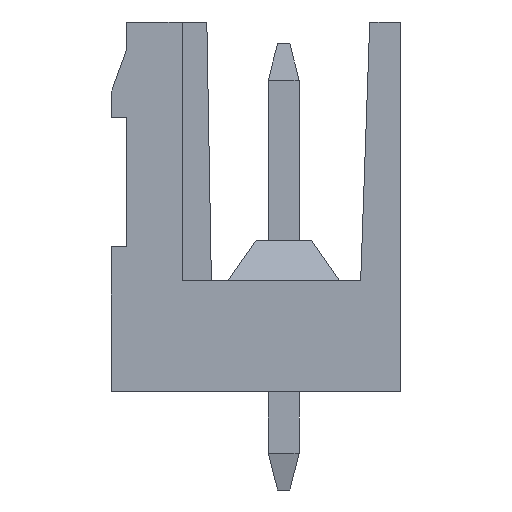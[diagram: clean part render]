
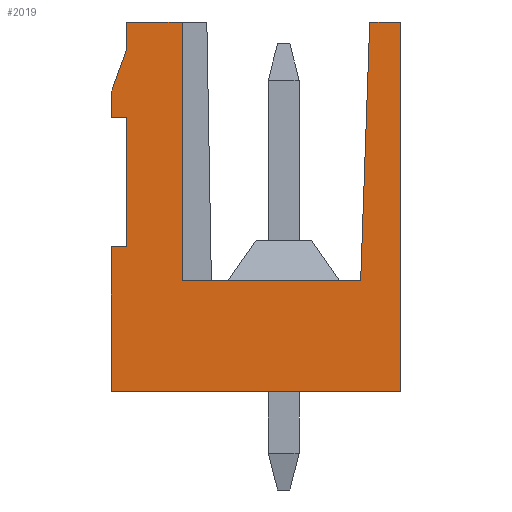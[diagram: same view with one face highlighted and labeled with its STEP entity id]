
A CAD part, left-side view. The second image highlights one B-rep face of the part: STEP entity #2019.
In plain terms, the highlighted planar face has unit normal (-1, 0, 0).
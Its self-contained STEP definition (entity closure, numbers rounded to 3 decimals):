
#1982=AXIS2_PLACEMENT_3D('Plane Axis2P3D',#1979,#1980,#1981) ;
#49=CARTESIAN_POINT('Vertex',(0.,8.9,15.2)) ;
#52=CARTESIAN_POINT('Line Origine',(0.,8.,15.2)) ;
#56=CARTESIAN_POINT('Vertex',(0.,7.1,15.2)) ;
#863=CARTESIAN_POINT('Line Origine',(0.,0.503,15.2)) ;
#867=CARTESIAN_POINT('Vertex',(0.,0.,15.2)) ;
#869=CARTESIAN_POINT('Vertex',(0.,1.007,15.2)) ;
#1194=CARTESIAN_POINT('Vertex',(0.,8.9,14.3)) ;
#1197=CARTESIAN_POINT('Line Origine',(0.,8.9,14.75)) ;
#1225=CARTESIAN_POINT('Vertex',(0.,9.4,12.926)) ;
#1228=CARTESIAN_POINT('Line Origine',(0.,9.15,13.613)) ;
#1256=CARTESIAN_POINT('Vertex',(0.,9.4,12.1)) ;
#1259=CARTESIAN_POINT('Line Origine',(0.,9.4,12.513)) ;
#1287=CARTESIAN_POINT('Vertex',(0.,8.9,12.1)) ;
#1290=CARTESIAN_POINT('Line Origine',(0.,9.15,12.1)) ;
#1313=CARTESIAN_POINT('Vertex',(0.,8.9,7.9)) ;
#1316=CARTESIAN_POINT('Line Origine',(0.,8.9,10.)) ;
#1344=CARTESIAN_POINT('Vertex',(0.,9.4,7.9)) ;
#1347=CARTESIAN_POINT('Line Origine',(0.,9.15,7.9)) ;
#1370=CARTESIAN_POINT('Vertex',(0.,9.4,3.2)) ;
#1373=CARTESIAN_POINT('Line Origine',(0.,9.4,5.55)) ;
#1687=CARTESIAN_POINT('Vertex',(0.,0.,3.2)) ;
#1692=CARTESIAN_POINT('Line Origine',(0.,4.7,3.2)) ;
#1916=CARTESIAN_POINT('Line Origine',(0.,0.,9.2)) ;
#1979=CARTESIAN_POINT('Axis2P3D Location',(0.,0.,0.)) ;
#1984=CARTESIAN_POINT('Line Origine',(0.,1.153,11.)) ;
#1988=CARTESIAN_POINT('Vertex',(0.,1.3,6.8)) ;
#1991=CARTESIAN_POINT('Line Origine',(0.,4.2,6.8)) ;
#1995=CARTESIAN_POINT('Vertex',(0.,7.1,6.8)) ;
#1998=CARTESIAN_POINT('Line Origine',(0.,7.1,11.)) ;
#53=DIRECTION('Vector Direction',(0.,-1.,0.)) ;
#864=DIRECTION('Vector Direction',(0.,-1.,0.)) ;
#1198=DIRECTION('Vector Direction',(0.,0.,1.)) ;
#1229=DIRECTION('Vector Direction',(0.,-0.342,0.94)) ;
#1260=DIRECTION('Vector Direction',(0.,0.,1.)) ;
#1291=DIRECTION('Vector Direction',(0.,1.,0.)) ;
#1317=DIRECTION('Vector Direction',(0.,0.,1.)) ;
#1348=DIRECTION('Vector Direction',(0.,-1.,0.)) ;
#1374=DIRECTION('Vector Direction',(0.,0.,1.)) ;
#1693=DIRECTION('Vector Direction',(0.,1.,0.)) ;
#1917=DIRECTION('Vector Direction',(0.,0.,-1.)) ;
#1980=DIRECTION('Axis2P3D Direction',(-1.,0.,0.)) ;
#1981=DIRECTION('Axis2P3D XDirection',(0.,0.,1.)) ;
#1985=DIRECTION('Vector Direction',(0.,0.035,-0.999)) ;
#1992=DIRECTION('Vector Direction',(0.,-1.,0.)) ;
#1999=DIRECTION('Vector Direction',(0.,0.,-1.)) ;
#54=VECTOR('Line Direction',#53,1.) ;
#865=VECTOR('Line Direction',#864,1.) ;
#1199=VECTOR('Line Direction',#1198,1.) ;
#1230=VECTOR('Line Direction',#1229,1.) ;
#1261=VECTOR('Line Direction',#1260,1.) ;
#1292=VECTOR('Line Direction',#1291,1.) ;
#1318=VECTOR('Line Direction',#1317,1.) ;
#1349=VECTOR('Line Direction',#1348,1.) ;
#1375=VECTOR('Line Direction',#1374,1.) ;
#1694=VECTOR('Line Direction',#1693,1.) ;
#1918=VECTOR('Line Direction',#1917,1.) ;
#1986=VECTOR('Line Direction',#1985,1.) ;
#1993=VECTOR('Line Direction',#1992,1.) ;
#2000=VECTOR('Line Direction',#1999,1.) ;
#2004=ORIENTED_EDGE('',*,*,#58,.T.) ;
#2005=ORIENTED_EDGE('',*,*,#1201,.T.) ;
#2006=ORIENTED_EDGE('',*,*,#1232,.T.) ;
#2007=ORIENTED_EDGE('',*,*,#1263,.T.) ;
#2008=ORIENTED_EDGE('',*,*,#1294,.T.) ;
#2009=ORIENTED_EDGE('',*,*,#1320,.T.) ;
#2010=ORIENTED_EDGE('',*,*,#1351,.T.) ;
#2011=ORIENTED_EDGE('',*,*,#1377,.T.) ;
#2012=ORIENTED_EDGE('',*,*,#1696,.T.) ;
#2013=ORIENTED_EDGE('',*,*,#1920,.T.) ;
#2014=ORIENTED_EDGE('',*,*,#871,.T.) ;
#2015=ORIENTED_EDGE('',*,*,#1990,.F.) ;
#2016=ORIENTED_EDGE('',*,*,#1997,.F.) ;
#2017=ORIENTED_EDGE('',*,*,#2002,.F.) ;
#2019=ADVANCED_FACE('HOUSING',(#2018),#1983,.T.) ;
#58=EDGE_CURVE('',#57,#50,#55,.F.) ;
#871=EDGE_CURVE('',#868,#870,#866,.F.) ;
#1201=EDGE_CURVE('',#50,#1195,#1200,.F.) ;
#1232=EDGE_CURVE('',#1195,#1226,#1231,.F.) ;
#1263=EDGE_CURVE('',#1226,#1257,#1262,.F.) ;
#1294=EDGE_CURVE('',#1257,#1288,#1293,.F.) ;
#1320=EDGE_CURVE('',#1288,#1314,#1319,.F.) ;
#1351=EDGE_CURVE('',#1314,#1345,#1350,.F.) ;
#1377=EDGE_CURVE('',#1345,#1371,#1376,.F.) ;
#1696=EDGE_CURVE('',#1371,#1688,#1695,.F.) ;
#1920=EDGE_CURVE('',#1688,#868,#1919,.F.) ;
#1990=EDGE_CURVE('',#1989,#870,#1987,.F.) ;
#1997=EDGE_CURVE('',#1996,#1989,#1994,.T.) ;
#2002=EDGE_CURVE('',#57,#1996,#2001,.T.) ;
#2003=EDGE_LOOP('',(#2004,#2005,#2006,#2007,#2008,#2009,#2010,#2011,#2012,#2013,#2014,#2015,#2016,#2017)) ;
#2018=FACE_OUTER_BOUND('',#2003,.T.) ;
#55=LINE('Line',#52,#54) ;
#866=LINE('Line',#863,#865) ;
#1200=LINE('Line',#1197,#1199) ;
#1231=LINE('Line',#1228,#1230) ;
#1262=LINE('Line',#1259,#1261) ;
#1293=LINE('Line',#1290,#1292) ;
#1319=LINE('Line',#1316,#1318) ;
#1350=LINE('Line',#1347,#1349) ;
#1376=LINE('Line',#1373,#1375) ;
#1695=LINE('Line',#1692,#1694) ;
#1919=LINE('Line',#1916,#1918) ;
#1987=LINE('Line',#1984,#1986) ;
#1994=LINE('Line',#1991,#1993) ;
#2001=LINE('Line',#1998,#2000) ;
#1983=PLANE('',#1982) ;
#50=VERTEX_POINT('',#49) ;
#57=VERTEX_POINT('',#56) ;
#868=VERTEX_POINT('',#867) ;
#870=VERTEX_POINT('',#869) ;
#1195=VERTEX_POINT('',#1194) ;
#1226=VERTEX_POINT('',#1225) ;
#1257=VERTEX_POINT('',#1256) ;
#1288=VERTEX_POINT('',#1287) ;
#1314=VERTEX_POINT('',#1313) ;
#1345=VERTEX_POINT('',#1344) ;
#1371=VERTEX_POINT('',#1370) ;
#1688=VERTEX_POINT('',#1687) ;
#1989=VERTEX_POINT('',#1988) ;
#1996=VERTEX_POINT('',#1995) ;
